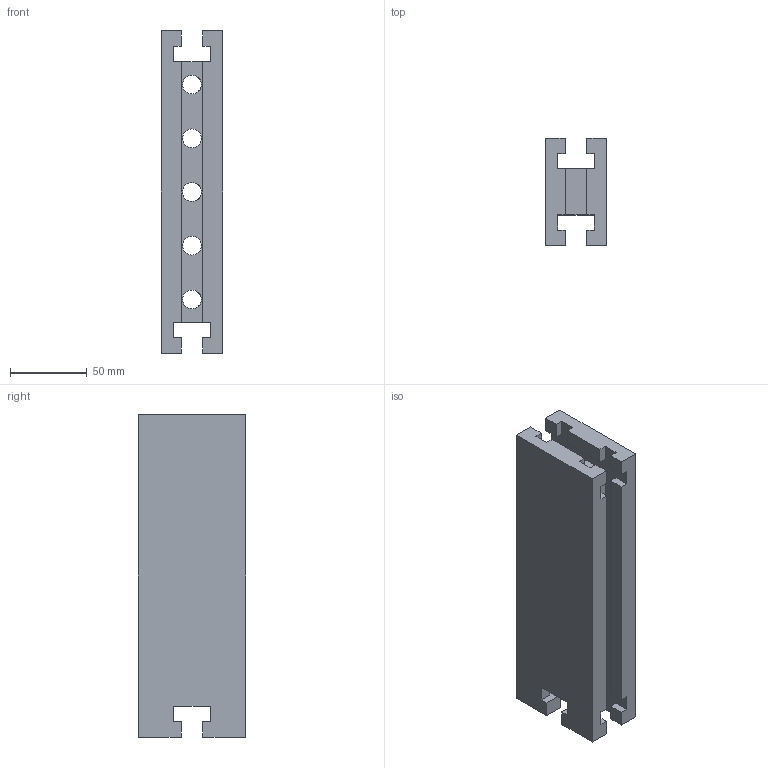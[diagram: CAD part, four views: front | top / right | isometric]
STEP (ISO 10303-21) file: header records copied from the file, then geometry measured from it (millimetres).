
FILE_DESCRIPTION(('STEP AP214'),'1');
FILE_NAME('halderv_eh_1211_300.stp','2014-06-18T11:45:57',('TraceParts'),('TraceParts S.A.'),'XStep 1.0',' ',' ');
FILE_SCHEMA(('automotive_design'));
Length unit declared in the file: millimetre
Products named in the file (1): 1
Bounding box: 40 x 70 x 210 mm (x, y, z)
Volume: 372334.2 mm3; surface area: 82460.8 mm2
Topology: 1 solids, 1 shells, 108 faces, 318 edges, 209 vertices
Faces by surface type: plane 86, cylinder 16, cone 6
Entity records: 7280 total; most frequent: CARTESIAN_POINT 837, STYLED_ITEM 636, PRESENTATION_STYLE_ASSIGNMENT 636, COLOUR_RGB 636, ORIENTED_EDGE 636, DIRECTION 559, EDGE_CURVE 318, CURVE_STYLE 318
